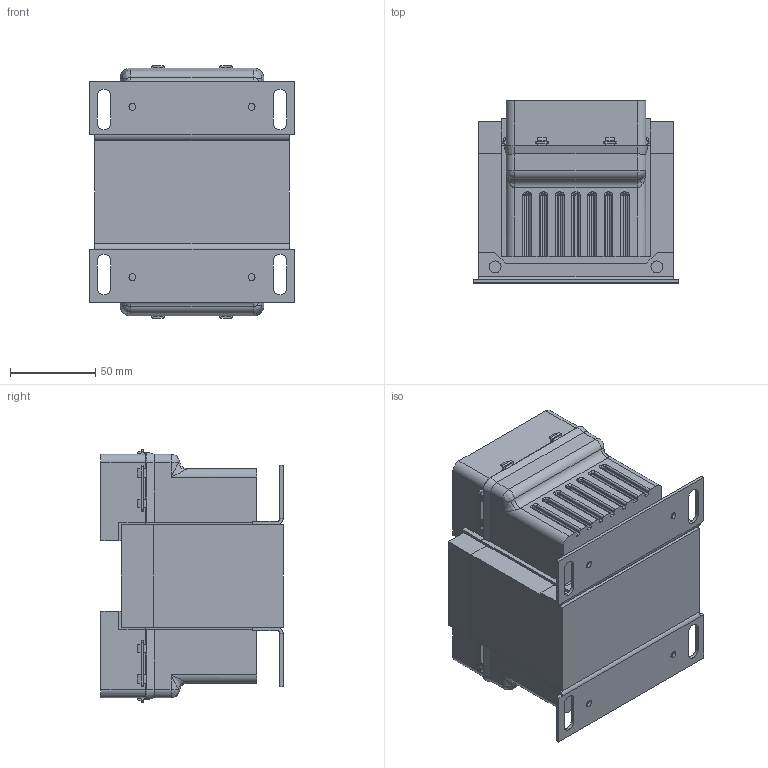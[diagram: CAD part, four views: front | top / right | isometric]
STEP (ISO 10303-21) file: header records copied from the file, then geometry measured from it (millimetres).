
FILE_DESCRIPTION (( 'STEP AP214' ), '1' );
FILE_NAME ('PH500MQMJ.step', '2017-08-10T15:52:00', ( '' ), ( '' ), 'SwSTEP 2.0', 'SolidWorks 2017', '' );
FILE_SCHEMA (( 'AUTOMOTIVE_DESIGN' ));
Length unit declared in the file: inch
Products named in the file (1): PH500MQMJ
Bounding box: 120.65 x 107 x 147.9 mm (x, y, z)
Volume: 1242666.4 mm3; surface area: 161405.3 mm2
Topology: 8 solids, 8 shells, 586 faces, 1542 edges, 944 vertices
Faces by surface type: plane 330, cylinder 166, bspline 86, cone 4
Entity records: 20099 total; most frequent: CARTESIAN_POINT 6139, ORIENTED_EDGE 3012, DIRECTION 2640, EDGE_CURVE 1506, VECTOR 1054, LINE 1054, VERTEX_POINT 944, AXIS2_PLACEMENT_3D 793
